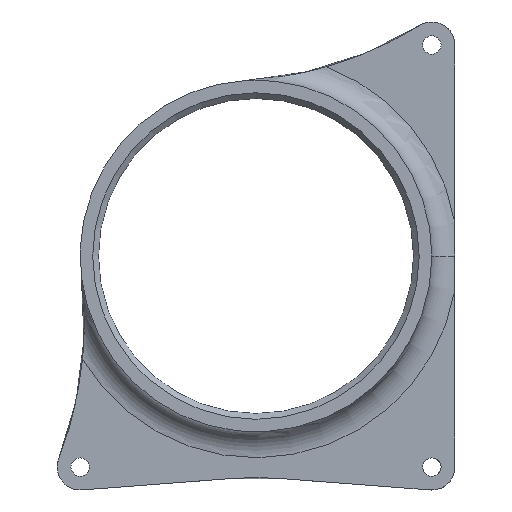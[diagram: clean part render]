
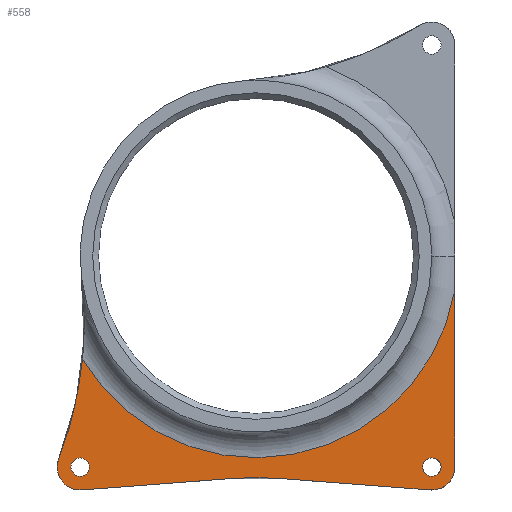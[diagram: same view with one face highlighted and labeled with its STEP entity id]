
A CAD part, front view. The second image highlights one B-rep face of the part: STEP entity #558.
In plain terms, the highlighted planar face has unit normal (0, -1, 0).
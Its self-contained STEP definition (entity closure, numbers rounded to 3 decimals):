
#64=CARTESIAN_POINT('',(149.182,278.248,481.243));
#65=VERTEX_POINT('',#64);
#91=CARTESIAN_POINT('',(174.23,278.248,479.334));
#92=VERTEX_POINT('',#91);
#99=CARTESIAN_POINT('',(174.23,278.248,479.334));
#100=DIRECTION('',(-0.997,0.,0.076));
#101=VECTOR('',#100,25.121);
#102=LINE('',#99,#101);
#103=EDGE_CURVE('',#92,#65,#102,.T.);
#178=CARTESIAN_POINT('',(113.307,278.248,479.323));
#179=VERTEX_POINT('',#178);
#186=CARTESIAN_POINT('',(109.583,278.248,484.781));
#187=VERTEX_POINT('',#186);
#188=CARTESIAN_POINT('',(113.307,278.248,483.323));
#189=DIRECTION('',(-0.,-1.,-0.));
#190=DIRECTION('',(1.,-0.,0.));
#191=AXIS2_PLACEMENT_3D('',#188,#189,#190);
#192=CIRCLE('',#191,4.);
#193=EDGE_CURVE('',#187,#179,#192,.T.);
#260=CARTESIAN_POINT('',(113.611,278.248,479.334));
#261=VERTEX_POINT('',#260);
#287=CARTESIAN_POINT('',(138.655,278.248,481.243));
#288=VERTEX_POINT('',#287);
#295=CARTESIAN_POINT('',(138.655,278.248,481.243));
#296=DIRECTION('',(-0.997,0.,-0.076));
#297=VECTOR('',#296,25.116);
#298=LINE('',#295,#297);
#299=EDGE_CURVE('',#288,#261,#298,.T.);
#358=CARTESIAN_POINT('',(178.534,278.248,483.322));
#359=VERTEX_POINT('',#358);
#366=CARTESIAN_POINT('',(174.534,278.248,483.322));
#367=DIRECTION('',(-0.,-1.,-0.));
#368=DIRECTION('',(1.,-0.,0.));
#369=AXIS2_PLACEMENT_3D('',#366,#367,#368);
#370=CIRCLE('',#369,4.);
#371=EDGE_CURVE('',#92,#359,#370,.T.);
#415=CARTESIAN_POINT('',(178.534,278.248,514.155));
#416=VERTEX_POINT('',#415);
#433=CARTESIAN_POINT('',(178.534,278.248,514.155));
#434=DIRECTION('',(0.,0.,-1.));
#435=VECTOR('',#434,30.833);
#436=LINE('',#433,#435);
#437=EDGE_CURVE('',#416,#359,#436,.T.);
#476=CARTESIAN_POINT('',(143.918,278.248,520.05));
#477=DIRECTION('',(-0.,-1.,-0.));
#478=DIRECTION('',(1.,-0.,0.));
#479=AXIS2_PLACEMENT_3D('',#476,#477,#478);
#480=PLANE('',#479);
#481=CARTESIAN_POINT('',(174.534,278.248,484.911));
#482=VERTEX_POINT('',#481);
#483=CARTESIAN_POINT('',(175.241,278.248,484.746));
#484=VERTEX_POINT('',#483);
#485=CARTESIAN_POINT('',(174.534,278.248,483.311));
#486=DIRECTION('',(-0.,-1.,-0.));
#487=DIRECTION('',(0.442,-0.,0.897));
#488=AXIS2_PLACEMENT_3D('',#485,#486,#487);
#489=CIRCLE('',#488,1.6);
#490=EDGE_CURVE('',#482,#484,#489,.T.);
#491=ORIENTED_EDGE('',*,*,#490,.F.);
#492=CARTESIAN_POINT('',(174.534,278.248,483.311));
#493=DIRECTION('',(-0.,-1.,-0.));
#494=DIRECTION('',(0.442,-0.,0.897));
#495=AXIS2_PLACEMENT_3D('',#492,#493,#494);
#496=CIRCLE('',#495,1.6);
#497=EDGE_CURVE('',#484,#482,#496,.T.);
#498=ORIENTED_EDGE('',*,*,#497,.F.);
#499=EDGE_LOOP('',(#491,#498));
#500=FACE_BOUND('',#499,.T.);
#501=CARTESIAN_POINT('',(113.303,278.248,484.911));
#502=VERTEX_POINT('',#501);
#503=CARTESIAN_POINT('',(114.903,278.248,483.311));
#504=VERTEX_POINT('',#503);
#505=CARTESIAN_POINT('',(113.303,278.248,483.311));
#506=DIRECTION('',(-0.,-1.,-0.));
#507=DIRECTION('',(1.,-0.,0.));
#508=AXIS2_PLACEMENT_3D('',#505,#506,#507);
#509=CIRCLE('',#508,1.6);
#510=EDGE_CURVE('',#502,#504,#509,.T.);
#511=ORIENTED_EDGE('',*,*,#510,.F.);
#512=CARTESIAN_POINT('',(113.303,278.248,483.311));
#513=DIRECTION('',(-0.,-1.,-0.));
#514=DIRECTION('',(1.,-0.,0.));
#515=AXIS2_PLACEMENT_3D('',#512,#513,#514);
#516=CIRCLE('',#515,1.6);
#517=EDGE_CURVE('',#504,#502,#516,.T.);
#518=ORIENTED_EDGE('',*,*,#517,.F.);
#519=EDGE_LOOP('',(#511,#518));
#520=FACE_BOUND('',#519,.T.);
#521=ORIENTED_EDGE('',*,*,#437,.F.);
#522=CARTESIAN_POINT('',(113.729,278.248,502.117));
#523=VERTEX_POINT('',#522);
#524=CARTESIAN_POINT('',(143.918,278.248,520.05));
#525=DIRECTION('',(0.,1.,0.));
#526=DIRECTION('',(1.,-0.,0.));
#527=AXIS2_PLACEMENT_3D('',#524,#525,#526);
#528=CIRCLE('',#527,35.114);
#529=EDGE_CURVE('',#416,#523,#528,.T.);
#530=ORIENTED_EDGE('',*,*,#529,.T.);
#531=CARTESIAN_POINT('',(49.464,278.248,508.323));
#532=DIRECTION('',(-0.,-1.,-0.));
#533=DIRECTION('',(1.,-0.,0.));
#534=AXIS2_PLACEMENT_3D('',#531,#532,#533);
#535=CIRCLE('',#534,64.564);
#536=EDGE_CURVE('',#187,#523,#535,.T.);
#537=ORIENTED_EDGE('',*,*,#536,.F.);
#538=ORIENTED_EDGE('',*,*,#193,.T.);
#539=CARTESIAN_POINT('',(113.307,278.248,483.323));
#540=DIRECTION('',(-0.,-1.,-0.));
#541=DIRECTION('',(1.,-0.,0.));
#542=AXIS2_PLACEMENT_3D('',#539,#540,#541);
#543=CIRCLE('',#542,4.);
#544=EDGE_CURVE('',#179,#261,#543,.T.);
#545=ORIENTED_EDGE('',*,*,#544,.T.);
#546=ORIENTED_EDGE('',*,*,#299,.F.);
#547=CARTESIAN_POINT('',(143.918,278.248,412.177));
#548=DIRECTION('',(0.,1.,0.));
#549=DIRECTION('',(1.,-0.,0.));
#550=AXIS2_PLACEMENT_3D('',#547,#548,#549);
#551=CIRCLE('',#550,69.267);
#552=EDGE_CURVE('',#288,#65,#551,.T.);
#553=ORIENTED_EDGE('',*,*,#552,.T.);
#554=ORIENTED_EDGE('',*,*,#103,.F.);
#555=ORIENTED_EDGE('',*,*,#371,.T.);
#556=EDGE_LOOP('',(#521,#530,#537,#538,#545,#546,#553,#554,#555));
#557=FACE_BOUND('',#556,.T.);
#558=ADVANCED_FACE('',(#500,#520,#557),#480,.T.);
